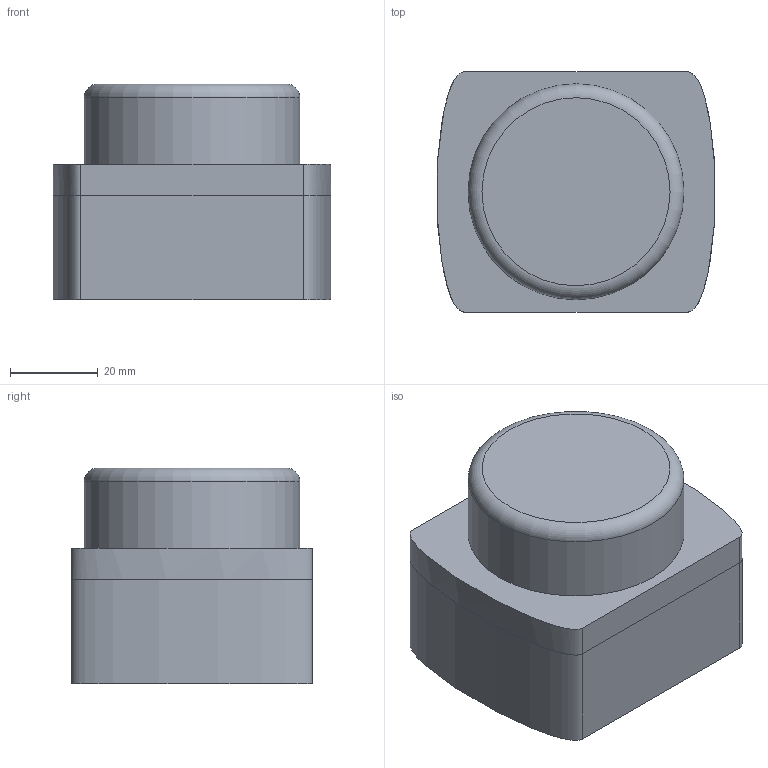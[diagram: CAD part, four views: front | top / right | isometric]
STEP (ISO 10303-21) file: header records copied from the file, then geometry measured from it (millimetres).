
FILE_DESCRIPTION(/* description */ (''),/* implementation_level */ '2;1');
FILE_NAME(/* name */ 'ASM_NEW_IRBEACON_ASM.iam.stp',/* time_stamp */ '2014-12-18T16:49:50-08:00',/* author */ ('Autodesk Inc.'),/* organization */ ('Autodesk Inc.'),/* preprocessor_version */ 'ST-DEVELOPER v15.6',/* originating_system */ 'Autodesk Inventor 2015',/* authorisation */ '');
FILE_SCHEMA (('AUTOMOTIVE_DESIGN { 1 0 10303 214 3 1 1 }'));
Length unit declared in the file: inch
Products named in the file (3): NEW_IRBEACON_BASE; NEW_IRBEACON_TOP; ASM_NEW_IRBEACON_ASM
Assembly tree (2 placements, depth 2):
  ASM_NEW_IRBEACON_ASM
    NEW_IRBEACON_BASE
    NEW_IRBEACON_TOP
Bounding box: 63.2 x 54.77 x 49.22 mm (x, y, z)
Volume: 137635.5 mm3; surface area: 22683.7 mm2
Topology: 2 solids, 2 shells, 15 faces, 32 edges, 22 vertices
Faces by surface type: plane 9, bspline 4, torus 1, cylinder 1
Full cylindrical faces by diameter (mm): 49.212 x1
Entity records: 507 total; most frequent: CARTESIAN_POINT 108, DIRECTION 76, ORIENTED_EDGE 60, EDGE_CURVE 30, AXIS2_PLACEMENT_3D 30, VERTEX_POINT 22, EDGE_LOOP 18, LINE 16
